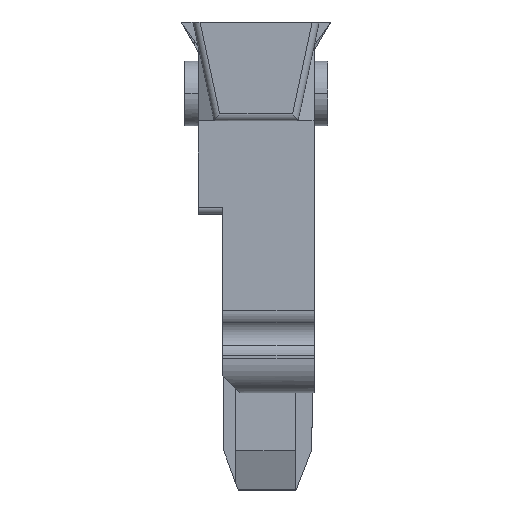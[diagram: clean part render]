
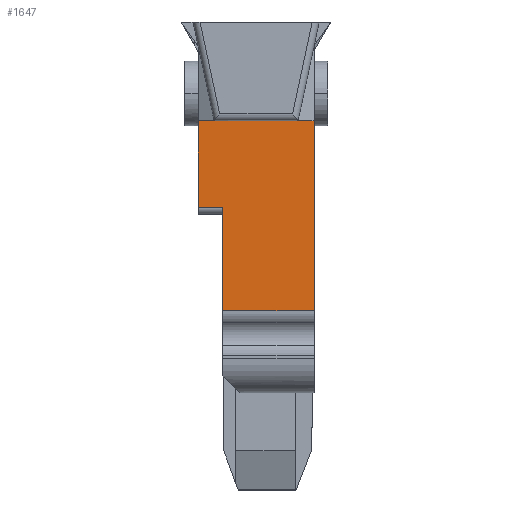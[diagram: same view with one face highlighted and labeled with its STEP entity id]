
A CAD part, front view. The second image highlights one B-rep face of the part: STEP entity #1647.
In plain terms, the highlighted planar face has unit normal (0, -1, 0).
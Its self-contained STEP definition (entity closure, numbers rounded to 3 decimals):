
#1611=AXIS2_PLACEMENT_3D('Plane Axis2P3D',#1608,#1609,#1610) ;
#408=CARTESIAN_POINT('Vertex',(3.9,0.525,10.85)) ;
#411=CARTESIAN_POINT('Line Origine',(3.9,0.525,8.057)) ;
#415=CARTESIAN_POINT('Vertex',(3.9,0.525,5.264)) ;
#1591=CARTESIAN_POINT('Vertex',(0.5,0.525,10.85)) ;
#1594=CARTESIAN_POINT('Line Origine',(2.2,0.525,10.85)) ;
#1608=CARTESIAN_POINT('Axis2P3D Location',(2.55,0.525,5.264)) ;
#1613=CARTESIAN_POINT('Line Origine',(0.863,0.525,8.3)) ;
#1617=CARTESIAN_POINT('Vertex',(1.225,0.525,8.3)) ;
#1619=CARTESIAN_POINT('Vertex',(0.5,0.525,8.3)) ;
#1622=CARTESIAN_POINT('Line Origine',(1.225,0.525,6.782)) ;
#1626=CARTESIAN_POINT('Vertex',(1.225,0.525,5.264)) ;
#1629=CARTESIAN_POINT('Line Origine',(2.563,0.525,5.264)) ;
#1634=CARTESIAN_POINT('Line Origine',(0.5,0.525,9.575)) ;
#412=DIRECTION('Vector Direction',(0.,0.,1.)) ;
#1595=DIRECTION('Vector Direction',(1.,0.,0.)) ;
#1609=DIRECTION('Axis2P3D Direction',(0.,1.,0.)) ;
#1610=DIRECTION('Axis2P3D XDirection',(0.,0.,1.)) ;
#1614=DIRECTION('Vector Direction',(-1.,0.,0.)) ;
#1623=DIRECTION('Vector Direction',(0.,0.,-1.)) ;
#1630=DIRECTION('Vector Direction',(1.,0.,0.)) ;
#1635=DIRECTION('Vector Direction',(0.,0.,1.)) ;
#413=VECTOR('Line Direction',#412,1.) ;
#1596=VECTOR('Line Direction',#1595,1.) ;
#1615=VECTOR('Line Direction',#1614,1.) ;
#1624=VECTOR('Line Direction',#1623,1.) ;
#1631=VECTOR('Line Direction',#1630,1.) ;
#1636=VECTOR('Line Direction',#1635,1.) ;
#1640=ORIENTED_EDGE('',*,*,#1621,.F.) ;
#1641=ORIENTED_EDGE('',*,*,#1628,.F.) ;
#1642=ORIENTED_EDGE('',*,*,#1633,.T.) ;
#1643=ORIENTED_EDGE('',*,*,#417,.T.) ;
#1644=ORIENTED_EDGE('',*,*,#1598,.F.) ;
#1645=ORIENTED_EDGE('',*,*,#1638,.F.) ;
#1647=ADVANCED_FACE('AFTC',(#1646),#1612,.F.) ;
#417=EDGE_CURVE('',#416,#409,#414,.T.) ;
#1598=EDGE_CURVE('',#1592,#409,#1597,.T.) ;
#1621=EDGE_CURVE('',#1618,#1620,#1616,.T.) ;
#1628=EDGE_CURVE('',#1627,#1618,#1625,.F.) ;
#1633=EDGE_CURVE('',#1627,#416,#1632,.T.) ;
#1638=EDGE_CURVE('',#1620,#1592,#1637,.T.) ;
#1639=EDGE_LOOP('',(#1640,#1641,#1642,#1643,#1644,#1645)) ;
#1646=FACE_OUTER_BOUND('',#1639,.T.) ;
#414=LINE('Line',#411,#413) ;
#1597=LINE('Line',#1594,#1596) ;
#1616=LINE('Line',#1613,#1615) ;
#1625=LINE('Line',#1622,#1624) ;
#1632=LINE('Line',#1629,#1631) ;
#1637=LINE('Line',#1634,#1636) ;
#1612=PLANE('',#1611) ;
#409=VERTEX_POINT('',#408) ;
#416=VERTEX_POINT('',#415) ;
#1592=VERTEX_POINT('',#1591) ;
#1618=VERTEX_POINT('',#1617) ;
#1620=VERTEX_POINT('',#1619) ;
#1627=VERTEX_POINT('',#1626) ;
